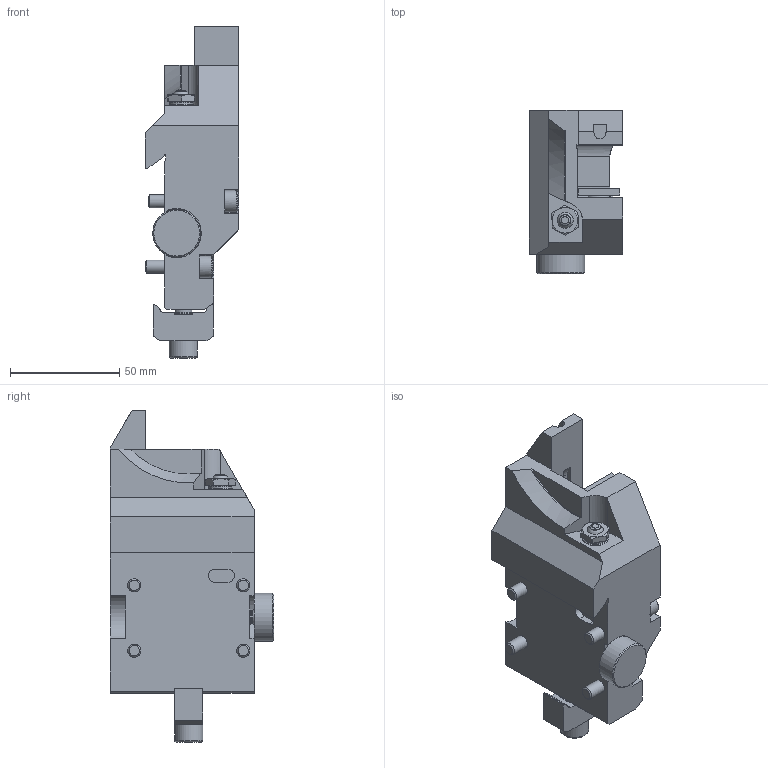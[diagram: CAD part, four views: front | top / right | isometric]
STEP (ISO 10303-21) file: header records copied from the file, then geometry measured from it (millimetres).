
FILE_DESCRIPTION(/* description */ (''),/* implementation_level */ '2;1');
FILE_NAME(/* name */ '10001003504nxv000_02_214.stp',/* time_stamp */ '2023-11-29T07:53:39+01:00',/* author */ (''),/* organization */ (''),/* preprocessor_version */ 'ST-DEVELOPER v18.1',/* originating_system */ 'SIEMENS PLM Software NX 2000',/* authorisation */ '');
FILE_SCHEMA (('AUTOMOTIVE_DESIGN { 1 0 10303 214 3 1 1 1 }'));
Length unit declared in the file: millimetre
Products named in the file (1): 10001003504nxv000_02
Bounding box: 43 x 75 x 152.26 mm (x, y, z)
Volume: 196512.5 mm3; surface area: 38953 mm2
Topology: 1 solids, 1 shells, 196 faces, 518 edges, 340 vertices
Faces by surface type: plane 119, cylinder 51, cone 16, torus 7, bspline 2, sphere 1
Full cylindrical faces by diameter (mm): 3.8 x1, 5 x1, 6 x4, 6.2 x1, 6.6 x1, 8 x2, 10 x4, 10.6 x1, 13 x1, 22 x1
Entity records: 5825 total; most frequent: CARTESIAN_POINT 1139, DIRECTION 967, ORIENTED_EDGE 914, EDGE_CURVE 457, AXIS2_PLACEMENT_3D 335, VERTEX_POINT 319, LINE 297, VECTOR 297
